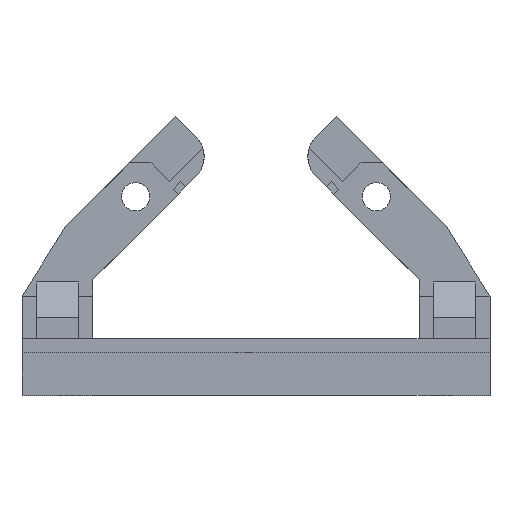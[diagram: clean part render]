
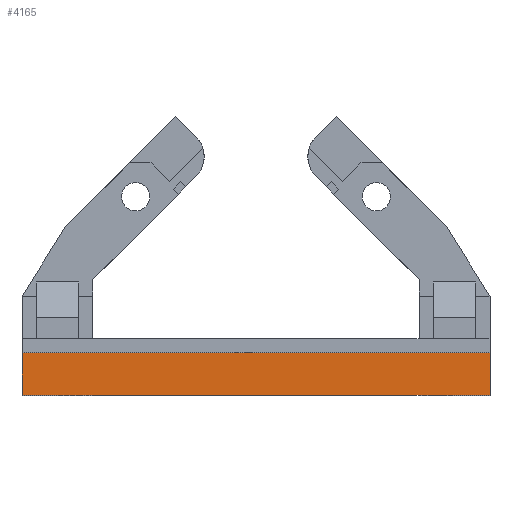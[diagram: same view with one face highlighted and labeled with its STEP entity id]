
A CAD part, top view. The second image highlights one B-rep face of the part: STEP entity #4165.
In plain terms, the highlighted planar face has unit normal (0, 0, 1).
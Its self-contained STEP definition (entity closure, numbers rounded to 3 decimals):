
#887 = PLANE('',#888);
#888 = AXIS2_PLACEMENT_3D('',#889,#890,#891);
#889 = CARTESIAN_POINT('',(0.,-26.677,20.));
#890 = DIRECTION('',(0.,0.,1.));
#891 = DIRECTION('',(1.,0.,0.));
#2429 = VERTEX_POINT('',#2430);
#2430 = CARTESIAN_POINT('',(-33.,-39.,20.));
#2467 = PLANE('',#2468);
#2468 = AXIS2_PLACEMENT_3D('',#2469,#2470,#2471);
#2469 = CARTESIAN_POINT('',(-33.,-39.,0.));
#2470 = DIRECTION('',(-1.,0.,0.));
#2471 = DIRECTION('',(0.,0.,1.));
#2505 = EDGE_CURVE('',#2429,#2506,#2508,.T.);
#2506 = VERTEX_POINT('',#2507);
#2507 = CARTESIAN_POINT('',(33.,-39.,20.));
#2508 = SURFACE_CURVE('',#2509,(#2513,#2520),.PCURVE_S1.);
#2509 = LINE('',#2510,#2511);
#2510 = CARTESIAN_POINT('',(-33.,-39.,20.));
#2511 = VECTOR('',#2512,1.);
#2512 = DIRECTION('',(1.,0.,0.));
#2513 = PCURVE('',#887,#2514);
#2514 = DEFINITIONAL_REPRESENTATION('',(#2515),#2519);
#2515 = LINE('',#2516,#2517);
#2516 = CARTESIAN_POINT('',(-33.,-12.323));
#2517 = VECTOR('',#2518,1.);
#2518 = DIRECTION('',(1.,0.));
#2519 = ( GEOMETRIC_REPRESENTATION_CONTEXT(2) 
PARAMETRIC_REPRESENTATION_CONTEXT() REPRESENTATION_CONTEXT('2D SPACE',''
  ) );
#2520 = PCURVE('',#2521,#2526);
#2521 = PLANE('',#2522);
#2522 = AXIS2_PLACEMENT_3D('',#2523,#2524,#2525);
#2523 = CARTESIAN_POINT('',(-33.,-39.,20.));
#2524 = DIRECTION('',(0.,0.,1.));
#2525 = DIRECTION('',(1.,0.,0.));
#2526 = DEFINITIONAL_REPRESENTATION('',(#2527),#2531);
#2527 = LINE('',#2528,#2529);
#2528 = CARTESIAN_POINT('',(0.,0.));
#2529 = VECTOR('',#2530,1.);
#2530 = DIRECTION('',(1.,0.));
#2531 = ( GEOMETRIC_REPRESENTATION_CONTEXT(2) 
PARAMETRIC_REPRESENTATION_CONTEXT() REPRESENTATION_CONTEXT('2D SPACE',''
  ) );
#2600 = PLANE('',#2601);
#2601 = AXIS2_PLACEMENT_3D('',#2602,#2603,#2604);
#2602 = CARTESIAN_POINT('',(33.,-39.,4.));
#2603 = DIRECTION('',(-1.,0.,0.));
#2604 = DIRECTION('',(0.,0.,1.));
#3054 = PLANE('',#3055);
#3055 = AXIS2_PLACEMENT_3D('',#3056,#3057,#3058);
#3056 = CARTESIAN_POINT('',(-33.,-45.,0.));
#3057 = DIRECTION('',(0.,1.,0.));
#3058 = DIRECTION('',(1.,0.,0.));
#4072 = VERTEX_POINT('',#4073);
#4073 = CARTESIAN_POINT('',(-33.,-45.,20.));
#4094 = EDGE_CURVE('',#2429,#4072,#4095,.T.);
#4095 = SURFACE_CURVE('',#4096,(#4100,#4107),.PCURVE_S1.);
#4096 = LINE('',#4097,#4098);
#4097 = CARTESIAN_POINT('',(-33.,-39.,20.));
#4098 = VECTOR('',#4099,1.);
#4099 = DIRECTION('',(0.,-1.,0.));
#4100 = PCURVE('',#2467,#4101);
#4101 = DEFINITIONAL_REPRESENTATION('',(#4102),#4106);
#4102 = LINE('',#4103,#4104);
#4103 = CARTESIAN_POINT('',(20.,0.));
#4104 = VECTOR('',#4105,1.);
#4105 = DIRECTION('',(0.,-1.));
#4106 = ( GEOMETRIC_REPRESENTATION_CONTEXT(2) 
PARAMETRIC_REPRESENTATION_CONTEXT() REPRESENTATION_CONTEXT('2D SPACE',''
  ) );
#4107 = PCURVE('',#2521,#4108);
#4108 = DEFINITIONAL_REPRESENTATION('',(#4109),#4113);
#4109 = LINE('',#4110,#4111);
#4110 = CARTESIAN_POINT('',(0.,0.));
#4111 = VECTOR('',#4112,1.);
#4112 = DIRECTION('',(0.,-1.));
#4113 = ( GEOMETRIC_REPRESENTATION_CONTEXT(2) 
PARAMETRIC_REPRESENTATION_CONTEXT() REPRESENTATION_CONTEXT('2D SPACE',''
  ) );
#4165 = ADVANCED_FACE('',(#4166),#2521,.T.);
#4166 = FACE_BOUND('',#4167,.T.);
#4167 = EDGE_LOOP('',(#4168,#4169,#4192,#4213));
#4168 = ORIENTED_EDGE('',*,*,#4094,.T.);
#4169 = ORIENTED_EDGE('',*,*,#4170,.T.);
#4170 = EDGE_CURVE('',#4072,#4171,#4173,.T.);
#4171 = VERTEX_POINT('',#4172);
#4172 = CARTESIAN_POINT('',(33.,-45.,20.));
#4173 = SURFACE_CURVE('',#4174,(#4178,#4185),.PCURVE_S1.);
#4174 = LINE('',#4175,#4176);
#4175 = CARTESIAN_POINT('',(-33.,-45.,20.));
#4176 = VECTOR('',#4177,1.);
#4177 = DIRECTION('',(1.,0.,0.));
#4178 = PCURVE('',#2521,#4179);
#4179 = DEFINITIONAL_REPRESENTATION('',(#4180),#4184);
#4180 = LINE('',#4181,#4182);
#4181 = CARTESIAN_POINT('',(0.,-6.));
#4182 = VECTOR('',#4183,1.);
#4183 = DIRECTION('',(1.,0.));
#4184 = ( GEOMETRIC_REPRESENTATION_CONTEXT(2) 
PARAMETRIC_REPRESENTATION_CONTEXT() REPRESENTATION_CONTEXT('2D SPACE',''
  ) );
#4185 = PCURVE('',#3054,#4186);
#4186 = DEFINITIONAL_REPRESENTATION('',(#4187),#4191);
#4187 = LINE('',#4188,#4189);
#4188 = CARTESIAN_POINT('',(0.,-20.));
#4189 = VECTOR('',#4190,1.);
#4190 = DIRECTION('',(1.,0.));
#4191 = ( GEOMETRIC_REPRESENTATION_CONTEXT(2) 
PARAMETRIC_REPRESENTATION_CONTEXT() REPRESENTATION_CONTEXT('2D SPACE',''
  ) );
#4192 = ORIENTED_EDGE('',*,*,#4193,.F.);
#4193 = EDGE_CURVE('',#2506,#4171,#4194,.T.);
#4194 = SURFACE_CURVE('',#4195,(#4199,#4206),.PCURVE_S1.);
#4195 = LINE('',#4196,#4197);
#4196 = CARTESIAN_POINT('',(33.,-39.,20.));
#4197 = VECTOR('',#4198,1.);
#4198 = DIRECTION('',(0.,-1.,0.));
#4199 = PCURVE('',#2521,#4200);
#4200 = DEFINITIONAL_REPRESENTATION('',(#4201),#4205);
#4201 = LINE('',#4202,#4203);
#4202 = CARTESIAN_POINT('',(66.,0.));
#4203 = VECTOR('',#4204,1.);
#4204 = DIRECTION('',(0.,-1.));
#4205 = ( GEOMETRIC_REPRESENTATION_CONTEXT(2) 
PARAMETRIC_REPRESENTATION_CONTEXT() REPRESENTATION_CONTEXT('2D SPACE',''
  ) );
#4206 = PCURVE('',#2600,#4207);
#4207 = DEFINITIONAL_REPRESENTATION('',(#4208),#4212);
#4208 = LINE('',#4209,#4210);
#4209 = CARTESIAN_POINT('',(16.,0.));
#4210 = VECTOR('',#4211,1.);
#4211 = DIRECTION('',(0.,-1.));
#4212 = ( GEOMETRIC_REPRESENTATION_CONTEXT(2) 
PARAMETRIC_REPRESENTATION_CONTEXT() REPRESENTATION_CONTEXT('2D SPACE',''
  ) );
#4213 = ORIENTED_EDGE('',*,*,#2505,.F.);
